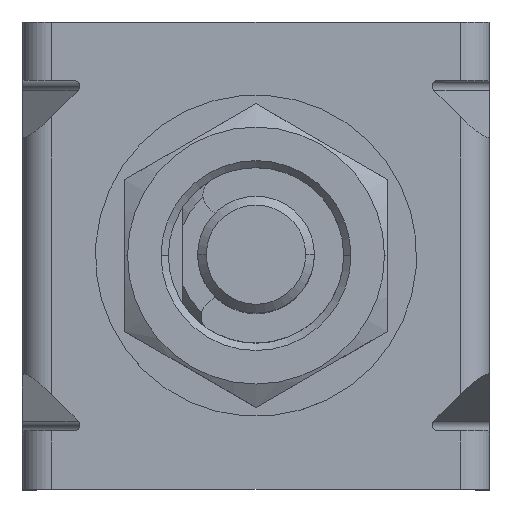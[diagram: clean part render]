
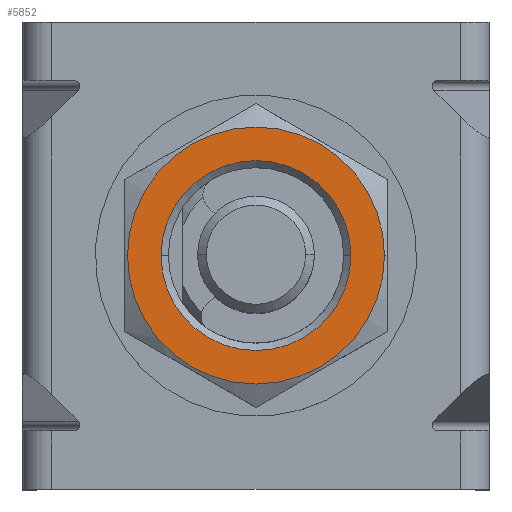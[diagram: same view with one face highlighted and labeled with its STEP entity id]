
A CAD part, top view. The second image highlights one B-rep face of the part: STEP entity #5852.
In plain terms, the highlighted planar face has unit normal (0, 0, 1).
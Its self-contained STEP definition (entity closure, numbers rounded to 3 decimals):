
#229 = EDGE_LOOP ( 'NONE', ( #8995, #8170 ) ) ;
#977 = CARTESIAN_POINT ( 'NONE',  ( 3.25, 0., 2. ) ) ;
#1176 = DIRECTION ( 'NONE',  ( 1., 0., 0. ) ) ;
#1252 = VERTEX_POINT ( 'NONE', #11069 ) ;
#1643 = FACE_OUTER_BOUND ( 'NONE', #5862, .T. ) ;
#1726 = VERTEX_POINT ( 'NONE', #10808 ) ;
#2162 = CARTESIAN_POINT ( 'NONE',  ( 0., 0., 2. ) ) ;
#2434 = CIRCLE ( 'NONE', #2815, 4.4 ) ;
#2704 = CIRCLE ( 'NONE', #4050, 4.4 ) ;
#2815 = AXIS2_PLACEMENT_3D ( 'NONE', #9817, #8399, #5697 ) ;
#3028 = ORIENTED_EDGE ( 'NONE', *, *, #8627, .F. ) ;
#3070 = VERTEX_POINT ( 'NONE', #5699 ) ;
#3376 = ORIENTED_EDGE ( 'NONE', *, *, #5895, .F. ) ;
#3519 = DIRECTION ( 'NONE',  ( 0., 0., -1. ) ) ;
#4050 = AXIS2_PLACEMENT_3D ( 'NONE', #14044, #11267, #11388 ) ;
#4374 = VERTEX_POINT ( 'NONE', #977 ) ;
#4481 = CARTESIAN_POINT ( 'NONE',  ( -4.5, -2.598, 2. ) ) ;
#5697 = DIRECTION ( 'NONE',  ( -1., 0., 0. ) ) ;
#5699 = CARTESIAN_POINT ( 'NONE',  ( -3.25, 0., 2. ) ) ;
#5852 = ADVANCED_FACE ( 'NONE', ( #1643, #12218 ), #11207, .F. ) ;
#5862 = EDGE_LOOP ( 'NONE', ( #3376, #3028 ) ) ;
#5895 = EDGE_CURVE ( 'NONE', #1726, #1252, #2704, .T. ) ;
#6820 = AXIS2_PLACEMENT_3D ( 'NONE', #2162, #3519, #12967 ) ;
#7383 = EDGE_CURVE ( 'NONE', #4374, #3070, #16228, .T. ) ;
#8170 = ORIENTED_EDGE ( 'NONE', *, *, #12591, .T. ) ;
#8399 = DIRECTION ( 'NONE',  ( 0., 0., -1. ) ) ;
#8627 = EDGE_CURVE ( 'NONE', #1252, #1726, #2434, .T. ) ;
#8995 = ORIENTED_EDGE ( 'NONE', *, *, #7383, .T. ) ;
#9255 = DIRECTION ( 'NONE',  ( 0., 0., -1. ) ) ;
#9817 = CARTESIAN_POINT ( 'NONE',  ( 0., 0., 2. ) ) ;
#10708 = AXIS2_PLACEMENT_3D ( 'NONE', #4481, #15318, #14224 ) ;
#10736 = AXIS2_PLACEMENT_3D ( 'NONE', #16050, #9255, #1176 ) ;
#10808 = CARTESIAN_POINT ( 'NONE',  ( -4.4, 0., 2. ) ) ;
#11069 = CARTESIAN_POINT ( 'NONE',  ( 4.4, 0., 2. ) ) ;
#11207 = PLANE ( 'NONE',  #10708 ) ;
#11267 = DIRECTION ( 'NONE',  ( 0., 0., -1. ) ) ;
#11388 = DIRECTION ( 'NONE',  ( -1., 0., 0. ) ) ;
#12218 = FACE_BOUND ( 'NONE', #229, .T. ) ;
#12591 = EDGE_CURVE ( 'NONE', #3070, #4374, #15884, .T. ) ;
#12967 = DIRECTION ( 'NONE',  ( 1., 0., 0. ) ) ;
#14044 = CARTESIAN_POINT ( 'NONE',  ( 0., 0., 2. ) ) ;
#14224 = DIRECTION ( 'NONE',  ( -1., 0., 0. ) ) ;
#15318 = DIRECTION ( 'NONE',  ( 0., 0., -1. ) ) ;
#15884 = CIRCLE ( 'NONE', #6820, 3.25 ) ;
#16050 = CARTESIAN_POINT ( 'NONE',  ( 0., 0., 2. ) ) ;
#16228 = CIRCLE ( 'NONE', #10736, 3.25 ) ;
